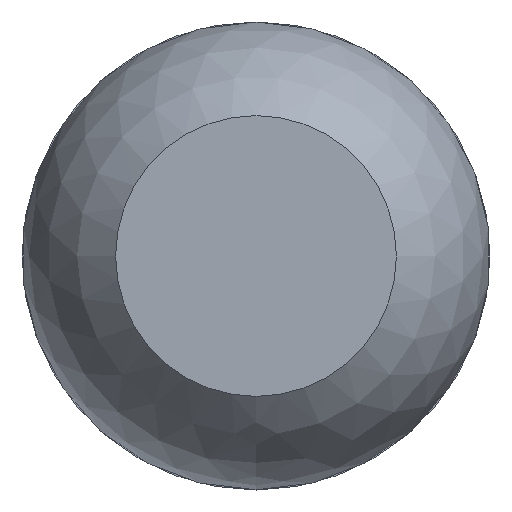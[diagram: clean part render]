
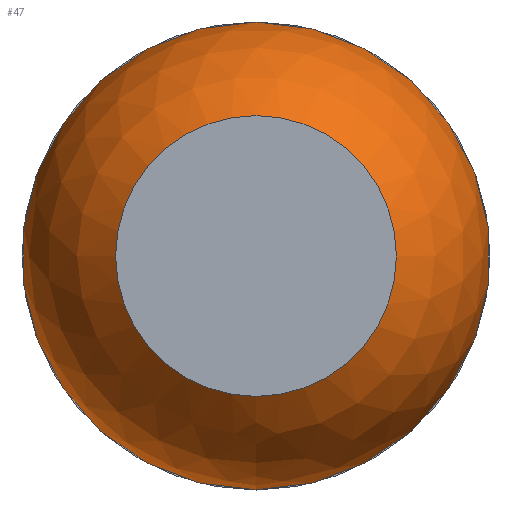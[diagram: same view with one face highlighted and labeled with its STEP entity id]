
A CAD part, left-side view. The second image highlights one B-rep face of the part: STEP entity #47.
In plain terms, the highlighted spherical face has radius 5 mm.
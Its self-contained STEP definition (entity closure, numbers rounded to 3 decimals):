
#47 = ADVANCED_FACE( '', ( #94, #95 ), #96, .T. );
#94 = FACE_OUTER_BOUND( '', #135, .T. );
#95 = FACE_OUTER_BOUND( '', #136, .T. );
#96 = SPHERICAL_SURFACE( '', #137, 5. );
#135 = EDGE_LOOP( '', ( #184 ) );
#136 = EDGE_LOOP( '', ( #185 ) );
#137 = AXIS2_PLACEMENT_3D( '', #186, #187, #188 );
#184 = ORIENTED_EDGE( '', *, *, #201, .T. );
#185 = ORIENTED_EDGE( '', *, *, #199, .F. );
#186 = CARTESIAN_POINT( '', ( 0., 0., 0. ) );
#187 = DIRECTION( '', ( 1., 0., 0. ) );
#188 = DIRECTION( '', ( 0., 1., 0. ) );
#199 = EDGE_CURVE( '', #218, #218, #219, .T. );
#201 = EDGE_CURVE( '', #221, #221, #222, .T. );
#218 = VERTEX_POINT( '', #243 );
#219 = CIRCLE( '', #244, 2.179 );
#221 = VERTEX_POINT( '', #246 );
#222 = CIRCLE( '', #247, 3. );
#243 = CARTESIAN_POINT( '', ( 4.5, 0., -2.179 ) );
#244 = AXIS2_PLACEMENT_3D( '', #268, #269, #270 );
#246 = CARTESIAN_POINT( '', ( -4., 0., -3. ) );
#247 = AXIS2_PLACEMENT_3D( '', #271, #272, #273 );
#268 = CARTESIAN_POINT( '', ( 4.5, 0., 0. ) );
#269 = DIRECTION( '', ( 1., 0., 0. ) );
#270 = DIRECTION( '', ( 0., 0., -1. ) );
#271 = CARTESIAN_POINT( '', ( -4., 0., 0. ) );
#272 = DIRECTION( '', ( 1., 0., 0. ) );
#273 = DIRECTION( '', ( 0., 0., -1. ) );
